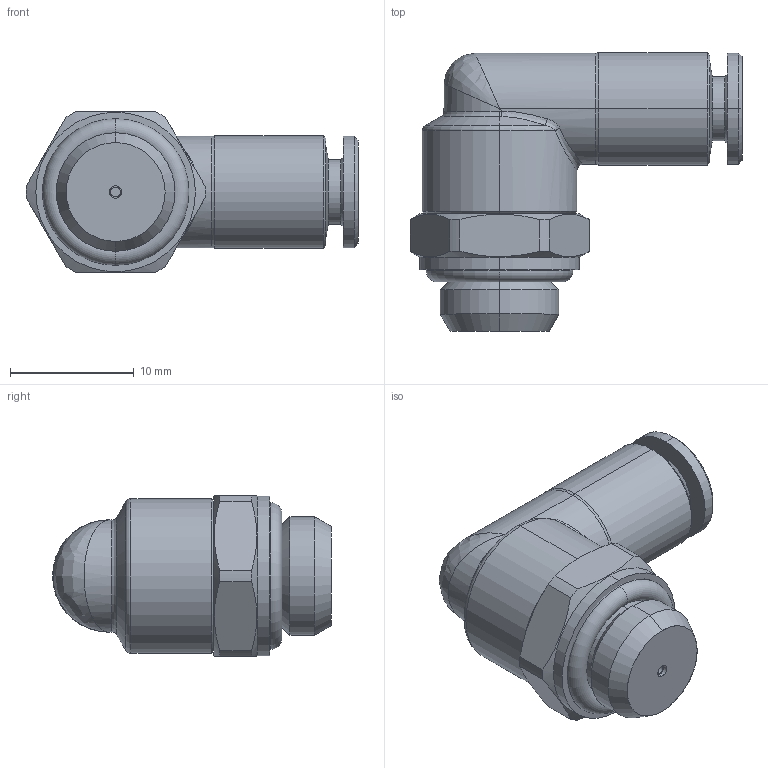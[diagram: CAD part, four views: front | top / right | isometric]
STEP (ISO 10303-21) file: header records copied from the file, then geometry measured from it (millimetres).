
FILE_DESCRIPTION(( 'MV.44.04.18-1.0.STEP' ), '1');
FILE_NAME( 'MV.44.04.18-1.0.STEP', '2018-10-05T11:51:57',( 'Sopra'),('sopra-pneumatic.com'), 'SwSTEP 2.0','SolidWorks 2009','' );
FILE_SCHEMA (( 'CONFIG_CONTROL_DESIGN' ));
Length unit declared in the file: millimetre
Products named in the file (1): 04340C11-10
Bounding box: 26.85 x 22.55 x 13 mm (x, y, z)
Volume: 2987.1 mm3; surface area: 1847.6 mm2
Topology: 2 solids, 2 shells, 94 faces, 211 edges, 124 vertices
Faces by surface type: cylinder 33, cone 23, plane 17, torus 12, bspline 9
Entity records: 3992 total; most frequent: CARTESIAN_POINT 1863, DIRECTION 445, ORIENTED_EDGE 418, EDGE_CURVE 209, AXIS2_PLACEMENT_3D 190, VERTEX_POINT 124, CIRCLE 104, EDGE_LOOP 101
